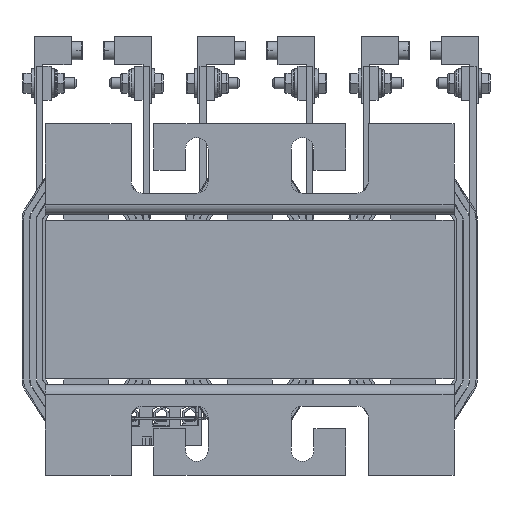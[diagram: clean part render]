
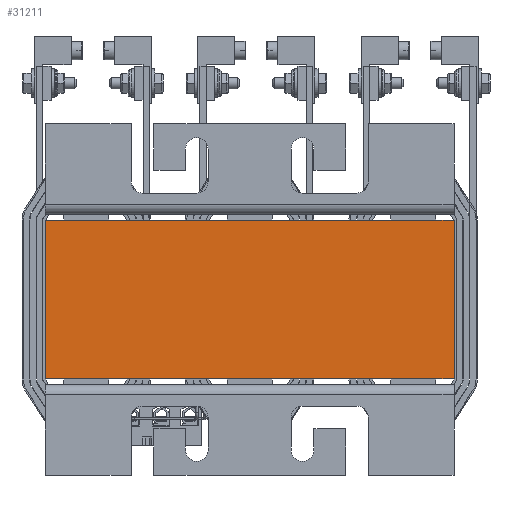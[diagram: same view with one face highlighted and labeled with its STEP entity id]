
A CAD part, front view. The second image highlights one B-rep face of the part: STEP entity #31211.
In plain terms, the highlighted planar face has unit normal (0, -1, 0).
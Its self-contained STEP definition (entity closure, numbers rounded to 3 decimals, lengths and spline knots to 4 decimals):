
#1458=PLANE('',#33697);
#2436=FACE_OUTER_BOUND('',#4175,.T.);
#4175=EDGE_LOOP('',(#21310,#21311,#21312,#21313));
#6079=LINE('',#45079,#9258);
#6084=LINE('',#45088,#9263);
#6088=LINE('',#45096,#9267);
#6089=LINE('',#45098,#9268);
#9258=VECTOR('',#36442,0.3937);
#9263=VECTOR('',#36449,0.3937);
#9267=VECTOR('',#36457,0.3937);
#9268=VECTOR('',#36460,0.3937);
#13485=VERTEX_POINT('',#45075);
#13487=VERTEX_POINT('',#45078);
#13489=VERTEX_POINT('',#45084);
#13492=VERTEX_POINT('',#45094);
#16596=EDGE_CURVE('',#13487,#13485,#6079,.T.);
#16601=EDGE_CURVE('',#13489,#13487,#6084,.T.);
#16605=EDGE_CURVE('',#13485,#13492,#6088,.T.);
#16606=EDGE_CURVE('',#13492,#13489,#6089,.T.);
#21310=ORIENTED_EDGE('',*,*,#16606,.T.);
#21311=ORIENTED_EDGE('',*,*,#16601,.T.);
#21312=ORIENTED_EDGE('',*,*,#16596,.T.);
#21313=ORIENTED_EDGE('',*,*,#16605,.T.);
#31211=ADVANCED_FACE('',(#2436),#1458,.T.);
#33697=AXIS2_PLACEMENT_3D('',#45097,#36458,#36459);
#36442=DIRECTION('',(1.,0.,0.));
#36449=DIRECTION('',(0.,0.,-1.));
#36457=DIRECTION('',(0.,0.,1.));
#36458=DIRECTION('center_axis',(0.,-1.,0.));
#36459=DIRECTION('ref_axis',(0.,0.,-1.));
#36460=DIRECTION('',(-1.,0.,0.));
#45075=CARTESIAN_POINT('',(7.7153,-0.9586,-1.75));
#45078=CARTESIAN_POINT('',(-1.2847,-0.9586,-1.75));
#45079=CARTESIAN_POINT('',(7.7153,-0.9586,-1.75));
#45084=CARTESIAN_POINT('',(-1.2847,-0.9586,1.75));
#45088=CARTESIAN_POINT('',(-1.2847,-0.9586,0.));
#45094=CARTESIAN_POINT('',(7.7153,-0.9586,1.75));
#45096=CARTESIAN_POINT('',(7.7153,-0.9586,0.));
#45097=CARTESIAN_POINT('Origin',(7.7153,-0.9586,0.));
#45098=CARTESIAN_POINT('',(7.7153,-0.9586,1.75));
